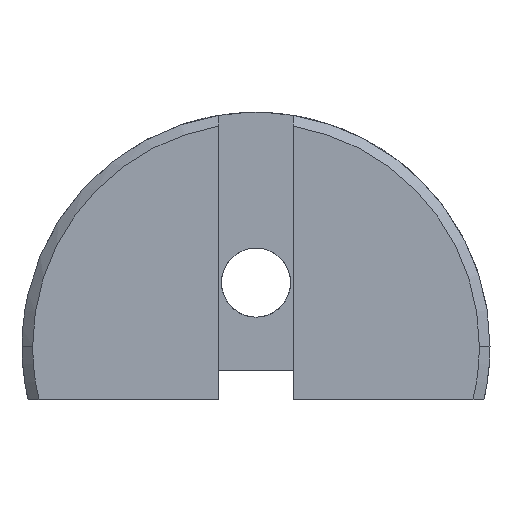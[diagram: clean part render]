
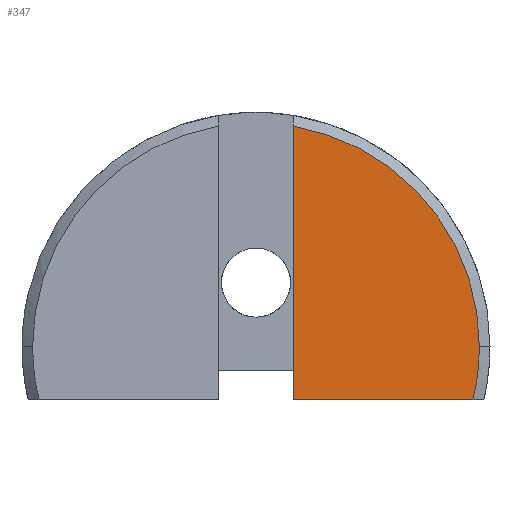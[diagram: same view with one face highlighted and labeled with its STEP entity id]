
A CAD part, front view. The second image highlights one B-rep face of the part: STEP entity #347.
In plain terms, the highlighted planar face has unit normal (0, -1, 0).
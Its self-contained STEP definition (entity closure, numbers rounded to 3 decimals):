
#243=VERTEX_POINT('',#690);
#249=VERTEX_POINT('',#696);
#347=ADVANCED_FACE('',(#801),#802,.T.);
#379=VERTEX_POINT('',#837);
#421=EDGE_CURVE('',#437,#249,#886,.T.);
#437=VERTEX_POINT('',#904);
#521=EDGE_CURVE('',#379,#437,#995,.T.);
#613=EDGE_CURVE('',#243,#249,#1099,.T.);
#637=EDGE_CURVE('',#243,#379,#1127,.T.);
#690=CARTESIAN_POINT('',(40.792,-17.0,0.));
#696=CARTESIAN_POINT('',(7.0,-17.0,0.));
#801=FACE_OUTER_BOUND('',#1413,.T.);
#802=PLANE('',#1414);
#837=CARTESIAN_POINT('',(42.0,-17.0,10.));
#886=LINE('',#1558,#1559);
#904=CARTESIAN_POINT('',(7.0,-17.0,51.413));
#995=CIRCLE('',#1746,42.);
#1099=LINE('',#1904,#1905);
#1127=CIRCLE('',#1947,42.);
#1413=EDGE_LOOP('',(#2106,#2107,#2108,#2109));
#1414=AXIS2_PLACEMENT_3D('',#2110,#2111,#2112);
#1558=CARTESIAN_POINT('',(7.0,-17.0,9.679));
#1559=VECTOR('',#2229,1.0);
#1746=AXIS2_PLACEMENT_3D('',#2337,#2338,#2339);
#1904=CARTESIAN_POINT('',(7.0,-17.0,0.));
#1905=VECTOR('',#2475,1.0);
#1947=AXIS2_PLACEMENT_3D('',#2510,#2511,#2512);
#2106=ORIENTED_EDGE('',*,*,#637,.T.);
#2107=ORIENTED_EDGE('',*,*,#521,.T.);
#2108=ORIENTED_EDGE('',*,*,#421,.T.);
#2109=ORIENTED_EDGE('',*,*,#613,.F.);
#2110=CARTESIAN_POINT('',(0.0,-17.0,19.357));
#2111=DIRECTION('',(0.0,-1.0,0.0));
#2112=DIRECTION('',(1.0,0.0,0.0));
#2229=DIRECTION('',(0.,0.0,-1.0));
#2337=CARTESIAN_POINT('',(0.,-17.0,10.));
#2338=DIRECTION('',(0.0,-1.0,0.0));
#2339=DIRECTION('',(-1.0,0.0,0.));
#2475=DIRECTION('',(-1.0,0.0,0.0));
#2510=CARTESIAN_POINT('',(0.,-17.0,10.));
#2511=DIRECTION('',(0.0,-1.0,0.0));
#2512=DIRECTION('',(-1.0,0.0,0.));
